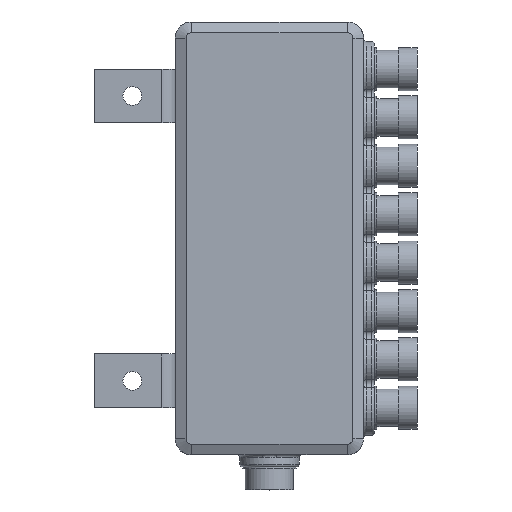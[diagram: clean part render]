
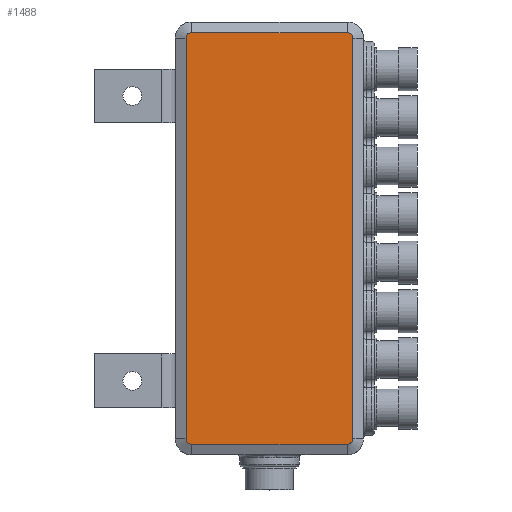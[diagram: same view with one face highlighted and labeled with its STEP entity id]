
A CAD part, top view. The second image highlights one B-rep face of the part: STEP entity #1488.
In plain terms, the highlighted planar face has unit normal (0, 0, 1).
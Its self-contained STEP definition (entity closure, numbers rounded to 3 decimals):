
#944=FACE_OUTER_BOUND('',#3333,.T.);
#1488=ADVANCED_FACE('',(#944),#2046,.T.);
#2046=PLANE('',#9559);
#2504=CIRCLE('',#9555,1.01);
#2505=CIRCLE('',#9556,1.01);
#2506=CIRCLE('',#9557,1.01);
#2507=CIRCLE('',#9558,1.01);
#3333=EDGE_LOOP('',(#4221,#4222,#4223,#4224,#4225,#4226,#4227,#4228));
#4221=ORIENTED_EDGE('',*,*,#7255,.T.);
#4222=ORIENTED_EDGE('',*,*,#7256,.T.);
#4223=ORIENTED_EDGE('',*,*,#7257,.T.);
#4224=ORIENTED_EDGE('',*,*,#7258,.T.);
#4225=ORIENTED_EDGE('',*,*,#7259,.T.);
#4226=ORIENTED_EDGE('',*,*,#7260,.T.);
#4227=ORIENTED_EDGE('',*,*,#7261,.T.);
#4228=ORIENTED_EDGE('',*,*,#7262,.T.);
#6471=VERTEX_POINT('',#13522);
#6472=VERTEX_POINT('',#13523);
#6473=VERTEX_POINT('',#13525);
#6474=VERTEX_POINT('',#13527);
#6475=VERTEX_POINT('',#13529);
#6476=VERTEX_POINT('',#13531);
#6477=VERTEX_POINT('',#13533);
#6478=VERTEX_POINT('',#13535);
#7255=EDGE_CURVE('',#6471,#6472,#8319,.T.);
#7256=EDGE_CURVE('',#6472,#6473,#2504,.T.);
#7257=EDGE_CURVE('',#6473,#6474,#8320,.T.);
#7258=EDGE_CURVE('',#6474,#6475,#2505,.T.);
#7259=EDGE_CURVE('',#6475,#6476,#8321,.T.);
#7260=EDGE_CURVE('',#6476,#6477,#2506,.T.);
#7261=EDGE_CURVE('',#6477,#6478,#8322,.T.);
#7262=EDGE_CURVE('',#6478,#6471,#2507,.T.);
#8319=LINE('',#13521,#8944);
#8320=LINE('',#13526,#8945);
#8321=LINE('',#13530,#8946);
#8322=LINE('',#13534,#8947);
#8944=VECTOR('',#10649,1.);
#8945=VECTOR('',#10652,1.);
#8946=VECTOR('',#10655,1.);
#8947=VECTOR('',#10658,1.);
#9555=AXIS2_PLACEMENT_3D('',#13524,#10650,#10651);
#9556=AXIS2_PLACEMENT_3D('',#13528,#10653,#10654);
#9557=AXIS2_PLACEMENT_3D('',#13532,#10656,#10657);
#9558=AXIS2_PLACEMENT_3D('',#13536,#10659,#10660);
#9559=AXIS2_PLACEMENT_3D('',#13537,#10661,#10662);
#10649=DIRECTION('',(-1.,0.,0.));
#10650=DIRECTION('',(0.,0.,1.));
#10651=DIRECTION('',(1.,0.,0.));
#10652=DIRECTION('',(0.,-1.,0.));
#10653=DIRECTION('',(0.,0.,1.));
#10654=DIRECTION('',(1.,0.,0.));
#10655=DIRECTION('',(1.,0.,0.));
#10656=DIRECTION('',(0.,0.,1.));
#10657=DIRECTION('',(1.,0.,0.));
#10658=DIRECTION('',(0.,1.,0.));
#10659=DIRECTION('',(0.,0.,1.));
#10660=DIRECTION('',(1.,0.,0.));
#10661=DIRECTION('',(0.,0.,1.));
#10662=DIRECTION('',(0.,-1.,0.));
#13521=CARTESIAN_POINT('',(-150.279,14.26,13.484));
#13522=CARTESIAN_POINT('',(-135.779,14.26,13.484));
#13523=CARTESIAN_POINT('',(-164.779,14.26,13.484));
#13524=CARTESIAN_POINT('',(-164.779,13.25,13.484));
#13525=CARTESIAN_POINT('',(-165.789,13.25,13.484));
#13526=CARTESIAN_POINT('',(-165.789,-24.,13.484));
#13527=CARTESIAN_POINT('',(-165.789,-61.25,13.484));
#13528=CARTESIAN_POINT('',(-164.779,-61.25,13.484));
#13529=CARTESIAN_POINT('',(-164.779,-62.26,13.484));
#13530=CARTESIAN_POINT('',(-150.279,-62.26,13.484));
#13531=CARTESIAN_POINT('',(-135.779,-62.26,13.484));
#13532=CARTESIAN_POINT('',(-135.779,-61.25,13.484));
#13533=CARTESIAN_POINT('',(-134.769,-61.25,13.484));
#13534=CARTESIAN_POINT('',(-134.769,-24.,13.484));
#13535=CARTESIAN_POINT('',(-134.769,13.25,13.484));
#13536=CARTESIAN_POINT('',(-135.779,13.25,13.484));
#13537=CARTESIAN_POINT('',(-150.279,-24.,13.484));
